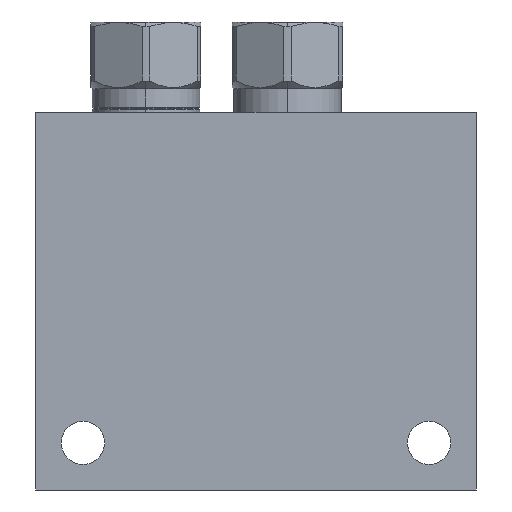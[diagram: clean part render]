
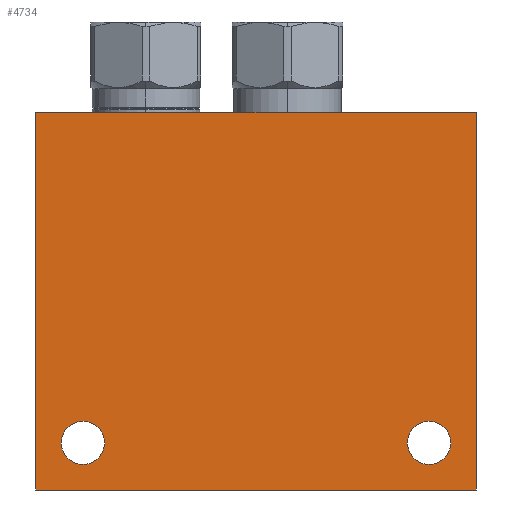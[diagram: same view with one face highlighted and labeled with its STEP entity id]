
A CAD part, front view. The second image highlights one B-rep face of the part: STEP entity #4734.
In plain terms, the highlighted planar face has unit normal (0, -1, 0).
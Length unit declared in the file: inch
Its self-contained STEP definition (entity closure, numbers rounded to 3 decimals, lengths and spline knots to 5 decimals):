
#5=DIRECTION('',(1.,0.,0.));
#6=VECTOR('',#5,3.5);
#7=CARTESIAN_POINT('',(0.,-3.,0.));
#8=LINE('',#7,#6);
#75=DIRECTION('',(0.,0.,1.));
#76=VECTOR('',#75,3.);
#77=CARTESIAN_POINT('',(3.5,-3.,0.));
#78=LINE('',#77,#76);
#119=DIRECTION('',(0.,0.,1.));
#120=VECTOR('',#119,3.);
#121=CARTESIAN_POINT('',(0.,-3.,0.));
#122=LINE('',#121,#120);
#123=CARTESIAN_POINT('',(0.375,-3.,0.375));
#124=DIRECTION('',(0.,1.,0.));
#125=DIRECTION('',(0.,0.,-1.));
#126=AXIS2_PLACEMENT_3D('',#123,#124,#125);
#128=CARTESIAN_POINT('',(0.375,-3.,0.375));
#129=DIRECTION('',(0.,1.,0.));
#130=DIRECTION('',(0.,0.,1.));
#131=AXIS2_PLACEMENT_3D('',#128,#129,#130);
#133=CARTESIAN_POINT('',(3.125,-3.,0.375));
#134=DIRECTION('',(0.,1.,0.));
#135=DIRECTION('',(0.,0.,-1.));
#136=AXIS2_PLACEMENT_3D('',#133,#134,#135);
#138=CARTESIAN_POINT('',(3.125,-3.,0.375));
#139=DIRECTION('',(0.,1.,0.));
#140=DIRECTION('',(0.,0.,1.));
#141=AXIS2_PLACEMENT_3D('',#138,#139,#140);
#155=DIRECTION('',(1.,0.,0.));
#156=VECTOR('',#155,3.5);
#157=CARTESIAN_POINT('',(0.,-3.,3.));
#158=LINE('',#157,#156);
#4053=CARTESIAN_POINT('',(0.,-3.,0.));
#4055=VERTEX_POINT('',#4053);
#4056=CARTESIAN_POINT('',(3.5,-3.,0.));
#4057=VERTEX_POINT('',#4056);
#4061=CARTESIAN_POINT('',(0.,-3.,3.));
#4063=VERTEX_POINT('',#4061);
#4064=CARTESIAN_POINT('',(3.5,-3.,3.));
#4065=VERTEX_POINT('',#4064);
#4535=CARTESIAN_POINT('',(0.375,-3.,0.203));
#4536=CARTESIAN_POINT('',(0.375,-3.,0.547));
#4537=VERTEX_POINT('',#4535);
#4538=VERTEX_POINT('',#4536);
#4547=CARTESIAN_POINT('',(3.125,-3.,0.203));
#4548=CARTESIAN_POINT('',(3.125,-3.,0.547));
#4549=VERTEX_POINT('',#4547);
#4550=VERTEX_POINT('',#4548);
#4710=CARTESIAN_POINT('',(0.,-3.,0.));
#4711=DIRECTION('',(0.,-1.,0.));
#4712=DIRECTION('',(1.,0.,0.));
#4713=AXIS2_PLACEMENT_3D('',#4710,#4711,#4712);
#4714=PLANE('',#4713);
#4715=ORIENTED_EDGE('',*,*,#4604,.F.);
#4716=ORIENTED_EDGE('',*,*,#4629,.T.);
#4718=ORIENTED_EDGE('',*,*,#4717,.T.);
#4719=ORIENTED_EDGE('',*,*,#4678,.F.);
#4720=EDGE_LOOP('',(#4715,#4716,#4718,#4719));
#4721=FACE_OUTER_BOUND('',#4720,.F.);
#4723=ORIENTED_EDGE('',*,*,#4722,.F.);
#4725=ORIENTED_EDGE('',*,*,#4724,.F.);
#4726=EDGE_LOOP('',(#4723,#4725));
#4727=FACE_BOUND('',#4726,.F.);
#4729=ORIENTED_EDGE('',*,*,#4728,.F.);
#4731=ORIENTED_EDGE('',*,*,#4730,.F.);
#4732=EDGE_LOOP('',(#4729,#4731));
#4733=FACE_BOUND('',#4732,.F.);
#4734=ADVANCED_FACE('',(#4721,#4727,#4733),#4714,.T.);
#127=CIRCLE('',#126,0.172);
#132=CIRCLE('',#131,0.172);
#137=CIRCLE('',#136,0.172);
#142=CIRCLE('',#141,0.172);
#4604=EDGE_CURVE('',#4055,#4057,#8,.T.);
#4629=EDGE_CURVE('',#4055,#4063,#122,.T.);
#4678=EDGE_CURVE('',#4057,#4065,#78,.T.);
#4717=EDGE_CURVE('',#4063,#4065,#158,.T.);
#4722=EDGE_CURVE('',#4537,#4538,#127,.T.);
#4724=EDGE_CURVE('',#4538,#4537,#132,.T.);
#4728=EDGE_CURVE('',#4549,#4550,#137,.T.);
#4730=EDGE_CURVE('',#4550,#4549,#142,.T.);
